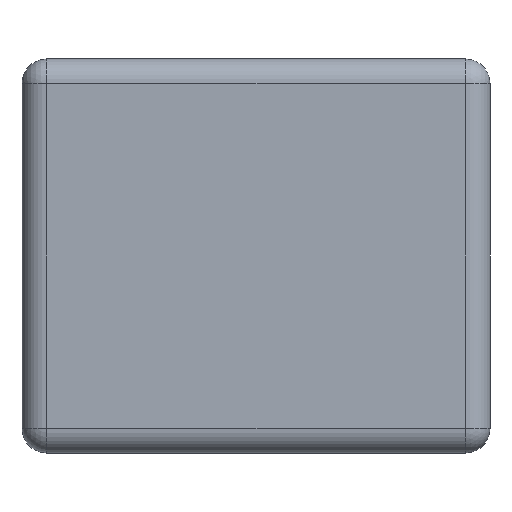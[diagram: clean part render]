
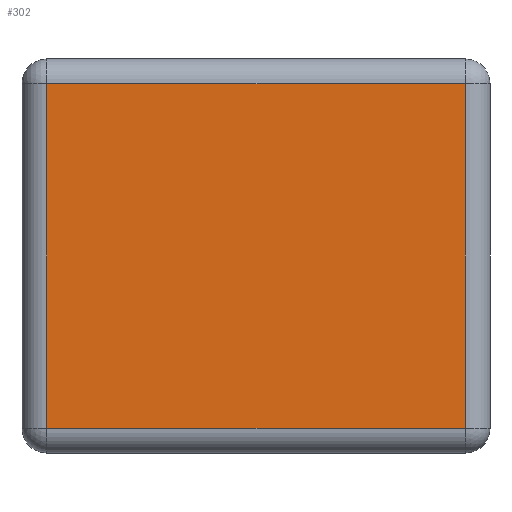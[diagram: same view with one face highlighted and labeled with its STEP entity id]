
A CAD part, left-side view. The second image highlights one B-rep face of the part: STEP entity #302.
In plain terms, the highlighted planar face has unit normal (-1, 0, 0).
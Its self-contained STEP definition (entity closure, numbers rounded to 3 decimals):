
#226 = VERTEX_POINT ( 'NONE', #1157 ) ;
#227 = VERTEX_POINT ( 'NONE', #1152 ) ;
#228 = ORIENTED_EDGE ( 'NONE', *, *, #229, .T. ) ;
#229 = EDGE_CURVE ( 'NONE', #227, #230, #1151, .T. ) ;
#230 = VERTEX_POINT ( 'NONE', #1147 ) ;
#231 = ORIENTED_EDGE ( 'NONE', *, *, #232, .T. ) ;
#232 = EDGE_CURVE ( 'NONE', #230, #233, #1146, .T. ) ;
#233 = VERTEX_POINT ( 'NONE', #1142 ) ;
#234 = ORIENTED_EDGE ( 'NONE', *, *, #288, .T. ) ;
#288 = EDGE_CURVE ( 'NONE', #233, #226, #1320, .T. ) ;
#302 = ADVANCED_FACE ( 'NONE', ( #1375 ), #1414, .F. ) ;
#303 = EDGE_LOOP ( 'NONE', ( #304, #228, #231, #234 ) ) ;
#304 = ORIENTED_EDGE ( 'NONE', *, *, #305, .T. ) ;
#305 = EDGE_CURVE ( 'NONE', #226, #227, #1409, .T. ) ;
#1142 = CARTESIAN_POINT ( 'NONE',  ( -0.8, 0.05, -0.35 ) ) ;
#1143 = DIRECTION ( 'NONE',  ( 0., -1., 0. ) ) ;
#1144 = VECTOR ( 'NONE', #1143, 1000. ) ;
#1145 = CARTESIAN_POINT ( 'NONE',  ( -0.8, 0.95, -0.35 ) ) ;
#1146 = LINE ( 'NONE', #1145, #1144 ) ;
#1147 = CARTESIAN_POINT ( 'NONE',  ( -0.8, 0.9, -0.35 ) ) ;
#1148 = DIRECTION ( 'NONE',  ( 0., 0., -1. ) ) ;
#1149 = VECTOR ( 'NONE', #1148, 1000. ) ;
#1150 = CARTESIAN_POINT ( 'NONE',  ( -0.8, 0.9, 0.4 ) ) ;
#1151 = LINE ( 'NONE', #1150, #1149 ) ;
#1152 = CARTESIAN_POINT ( 'NONE',  ( -0.8, 0.9, 0.35 ) ) ;
#1157 = CARTESIAN_POINT ( 'NONE',  ( -0.8, 0.05, 0.35 ) ) ;
#1316 = DIRECTION ( 'NONE',  ( 0., 0., 1. ) ) ;
#1317 = VECTOR ( 'NONE', #1316, 1000. ) ;
#1318 = CARTESIAN_POINT ( 'NONE',  ( -0.8, 0.05, 0.4 ) ) ;
#1320 = LINE ( 'NONE', #1318, #1317 ) ;
#1375 = FACE_OUTER_BOUND ( 'NONE', #303, .T. ) ;
#1406 = DIRECTION ( 'NONE',  ( 0., 1., 0. ) ) ;
#1407 = VECTOR ( 'NONE', #1406, 1000. ) ;
#1408 = CARTESIAN_POINT ( 'NONE',  ( -0.8, 0.95, 0.35 ) ) ;
#1409 = LINE ( 'NONE', #1408, #1407 ) ;
#1410 = DIRECTION ( 'NONE',  ( 0., 0., -1. ) ) ;
#1411 = DIRECTION ( 'NONE',  ( 1., 0., 0. ) ) ;
#1412 = CARTESIAN_POINT ( 'NONE',  ( -0.8, 0.95, 0.4 ) ) ;
#1413 = AXIS2_PLACEMENT_3D ( 'NONE', #1412, #1411, #1410 ) ;
#1414 = PLANE ( 'NONE',  #1413 ) ;
